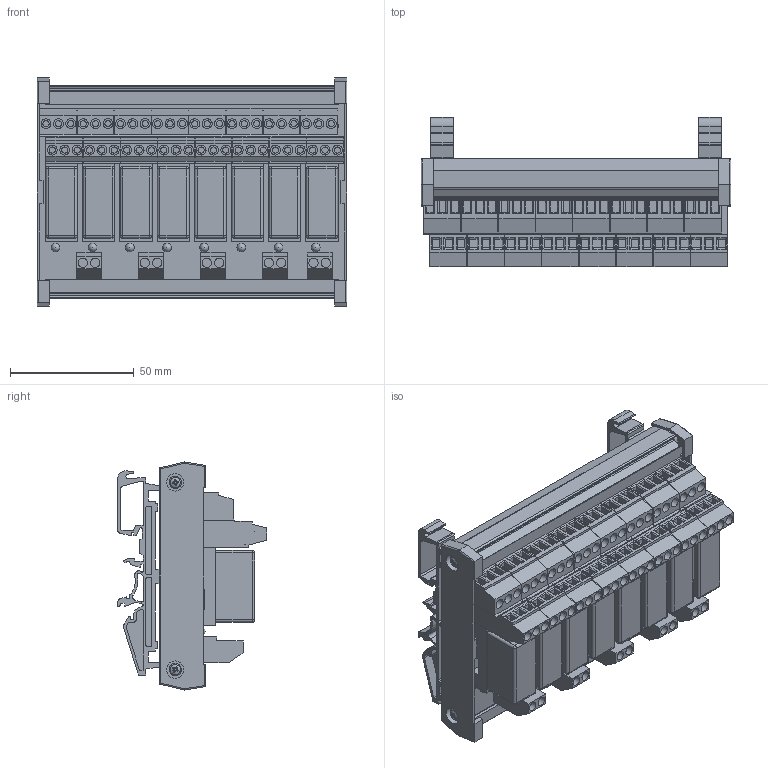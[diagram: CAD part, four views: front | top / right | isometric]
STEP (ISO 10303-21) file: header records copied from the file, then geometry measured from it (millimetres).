
FILE_DESCRIPTION((''),'2;1');
FILE_NAME('RC2_RM2_Bussed_8.stp','2015-01-15T09:50:34',('Roland'),(''),'Autodesk Inventor 2013','Autodesk Inventor 2013','');
FILE_SCHEMA(('AUTOMOTIVE_DESIGN { 1 0 10303 214 1 1 1 1 }'));
Length unit declared in the file: millimetre
Products named in the file (11): RC2_RM2_Bussed_8; RC1 8 channel; 2 hole green; 125; BASE SIDE; BS EN ISO 7045 Z - Metric M2.5 x 10 - 4.8 - Z; BASE LEGS; MVD-253; RM84; GD50; White light
Assembly tree (47 placements, depth 2):
  RC2_RM2_Bussed_8
    RC1 8 channel
    2 hole green  x5
    125
    BASE SIDE  x2
    BS EN ISO 7045 Z - Metric M2.5 x 10 - 4.8 - Z  x4
    BASE LEGS  x2
    MVD-253  x8
    RM84  x8
    GD50  x8
    White light  x8
Bounding box: 125 x 60.19 x 91.98 mm (x, y, z)
Volume: 180062.4 mm3; surface area: 150698.2 mm2
Topology: 47 solids, 47 shells, 3118 faces, 7692 edges, 4900 vertices
Faces by surface type: plane 2211, cylinder 707, sphere 108, cone 64, torus 28
Full cylindrical faces by diameter (mm): 1.5 x64, 2.256 x4, 2.5 x52, 3 x24, 3.2 x4, 3.3 x8, 3.5 x8, 3.75 x10, 4 x48, 5 x8, 7 x4, 9 x4
Entity records: 24636 total; most frequent: CARTESIAN_POINT 4486, DIRECTION 4069, ORIENTED_EDGE 3950, EDGE_CURVE 1975, VECTOR 1471, LINE 1471, VERTEX_POINT 1328, AXIS2_PLACEMENT_3D 1299
